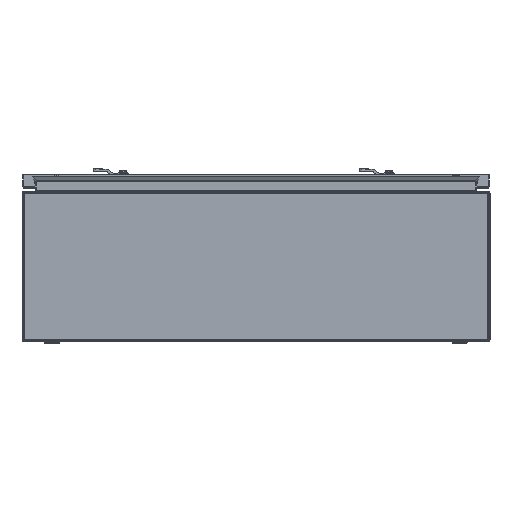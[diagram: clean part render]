
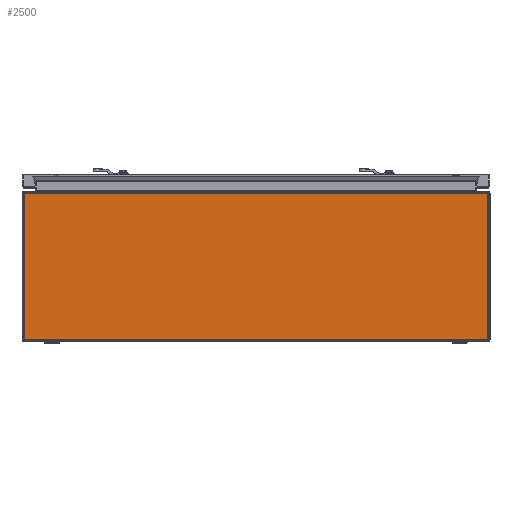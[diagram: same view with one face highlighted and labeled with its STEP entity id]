
A CAD part, left-side view. The second image highlights one B-rep face of the part: STEP entity #2500.
In plain terms, the highlighted planar face has unit normal (-1, 0, 0).
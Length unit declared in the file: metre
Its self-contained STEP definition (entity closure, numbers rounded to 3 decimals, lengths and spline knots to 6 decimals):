
#2500=ADVANCED_FACE('90:112',(#5888),#5889,.T.);
#5888=FACE_OUTER_BOUND('',#17453,.T.);
#5889=PLANE('',#17454);
#17453=EDGE_LOOP('',(#39858,#39859,#39860,#39861));
#17454=AXIS2_PLACEMENT_3D('',#39862,#39863,#39864);
#39858=ORIENTED_EDGE('',*,*,#44939,.F.);
#39859=ORIENTED_EDGE('',*,*,#44946,.F.);
#39860=ORIENTED_EDGE('',*,*,#44947,.F.);
#39861=ORIENTED_EDGE('',*,*,#44892,.F.);
#39862=CARTESIAN_POINT('',(0.033,0.433,-0.13069));
#39863=DIRECTION('',(-1.0,0.0,0.0));
#39864=DIRECTION('',(0.0,-1.0,0.0));
#44892=EDGE_CURVE('90:390',#51736,#51738,#51739,.T.);
#44939=EDGE_CURVE('89:18354',#51758,#51736,#51807,.T.);
#44946=EDGE_CURVE('90:367',#51816,#51758,#51817,.T.);
#44947=EDGE_CURVE('89:18337',#51738,#51816,#51818,.T.);
#51736=VERTEX_POINT('',#64879);
#51738=VERTEX_POINT('',#64881);
#51739=LINE('',#64882,#64883);
#51758=VERTEX_POINT('',#64904);
#51807=LINE('',#64966,#64967);
#51816=VERTEX_POINT('',#64979);
#51817=LINE('',#64980,#64981);
#51818=LINE('',#64982,#64983);
#64879=CARTESIAN_POINT('',(0.033,0.73,-0.12769));
#64881=CARTESIAN_POINT('',(0.033,0.73,0.09131));
#64882=CARTESIAN_POINT('',(0.033,0.73,-0.13069));
#64883=VECTOR('',#72375,1.0);
#64904=CARTESIAN_POINT('',(0.033,0.036,-0.12769));
#64966=CARTESIAN_POINT('',(0.033,0.2415,-0.12769));
#64967=VECTOR('',#72484,1.0);
#64979=CARTESIAN_POINT('',(0.033,0.036,0.09131));
#64980=CARTESIAN_POINT('',(0.033,0.036,-0.13069));
#64981=VECTOR('',#72497,1.0);
#64982=CARTESIAN_POINT('',(0.033,0.2415,0.09131));
#64983=VECTOR('',#72498,1.0);
#72375=DIRECTION('',(0.0,0.0,1.0));
#72484=DIRECTION('',(-0.0,1.0,-0.0));
#72497=DIRECTION('',(-0.0,-0.0,-1.0));
#72498=DIRECTION('',(0.0,-1.0,0.0));
